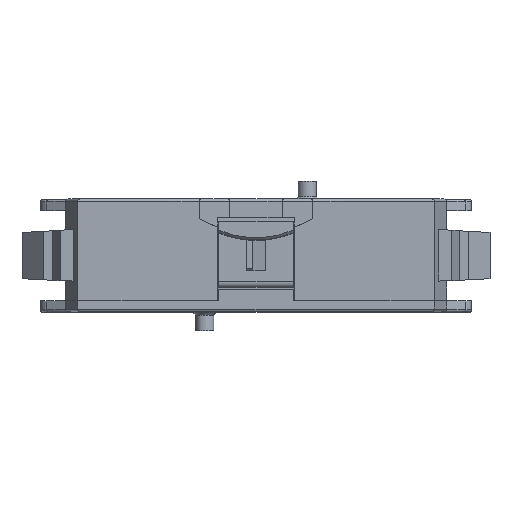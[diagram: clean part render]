
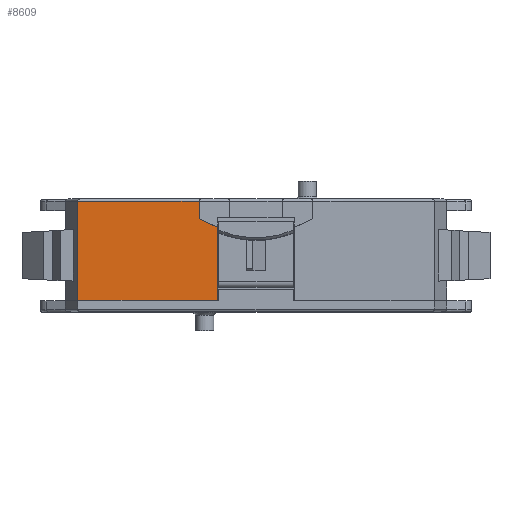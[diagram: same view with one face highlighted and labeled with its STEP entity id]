
A CAD part, top view. The second image highlights one B-rep face of the part: STEP entity #8609.
In plain terms, the highlighted planar face has unit normal (0, 0, 1).
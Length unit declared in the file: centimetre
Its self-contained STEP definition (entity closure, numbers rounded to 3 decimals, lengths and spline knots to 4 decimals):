
#1068=FACE_OUTER_BOUND('',#1582,.T.);
#1582=EDGE_LOOP('',(#7235,#7236,#7237,#7238,#7239,#7240));
#2181=LINE('',#15558,#2990);
#2206=LINE('',#15623,#3015);
#2284=LINE('',#15881,#3093);
#2286=LINE('',#15884,#3095);
#2342=LINE('',#16009,#3151);
#2343=LINE('',#16010,#3152);
#2990=VECTOR('',#10874,1.13);
#3015=VECTOR('',#10941,0.98);
#3093=VECTOR('',#11201,0.1655);
#3095=VECTOR('',#11205,0.14);
#3151=VECTOR('',#11319,0.8);
#3152=VECTOR('',#11320,0.59);
#3858=VERTEX_POINT('',#15545);
#3862=VERTEX_POINT('',#15556);
#3877=VERTEX_POINT('',#15613);
#3881=VERTEX_POINT('',#15622);
#3957=VERTEX_POINT('',#15878);
#3958=VERTEX_POINT('',#15880);
#4923=EDGE_CURVE('',#3858,#3862,#2181,.T.);
#4954=EDGE_CURVE('',#3881,#3877,#2206,.T.);
#5081=EDGE_CURVE('',#3958,#3957,#2284,.T.);
#5083=EDGE_CURVE('',#3957,#3877,#2286,.T.);
#5143=EDGE_CURVE('',#3881,#3858,#2342,.T.);
#5144=EDGE_CURVE('',#3958,#3862,#2343,.T.);
#7235=ORIENTED_EDGE('',*,*,#4954,.F.);
#7236=ORIENTED_EDGE('',*,*,#5143,.T.);
#7237=ORIENTED_EDGE('',*,*,#4923,.T.);
#7238=ORIENTED_EDGE('',*,*,#5144,.F.);
#7239=ORIENTED_EDGE('',*,*,#5081,.T.);
#7240=ORIENTED_EDGE('',*,*,#5083,.T.);
#8159=PLANE('',#9345);
#8609=ADVANCED_FACE('',(#1068),#8159,.T.);
#9345=AXIS2_PLACEMENT_3D('',#16008,#11317,#11318);
#10874=DIRECTION('',(1.,0.,0.));
#10941=DIRECTION('',(1.,0.,0.));
#11201=DIRECTION('',(-0.906,0.423,0.));
#11205=DIRECTION('',(0.,1.,0.));
#11317=DIRECTION('center_axis',(0.,0.,
1.));
#11318=DIRECTION('ref_axis',(0.,-1.,0.));
#11319=DIRECTION('',(0.,-1.,0.));
#11320=DIRECTION('',(0.,-1.,0.));
#15545=CARTESIAN_POINT('',(-1.44,-0.39,1.875));
#15556=CARTESIAN_POINT('',(-0.31,-0.39,1.875));
#15558=CARTESIAN_POINT('',(-0.31,-0.39,1.875));
#15613=CARTESIAN_POINT('',(-0.46,0.41,1.875));
#15622=CARTESIAN_POINT('',(-1.44,0.41,1.875));
#15623=CARTESIAN_POINT('',(-0.77,0.41,1.875));
#15878=CARTESIAN_POINT('',(-0.46,0.27,1.875));
#15880=CARTESIAN_POINT('',(-0.31,0.2,1.875));
#15881=CARTESIAN_POINT('',(-0.8591,0.4562,1.875));
#15884=CARTESIAN_POINT('',(-0.46,0.35,1.875));
#16008=CARTESIAN_POINT('Origin',(-1.54,0.43,1.875));
#16009=CARTESIAN_POINT('',(-1.44,0.34,1.875));
#16010=CARTESIAN_POINT('',(-0.31,0.34,1.875));
